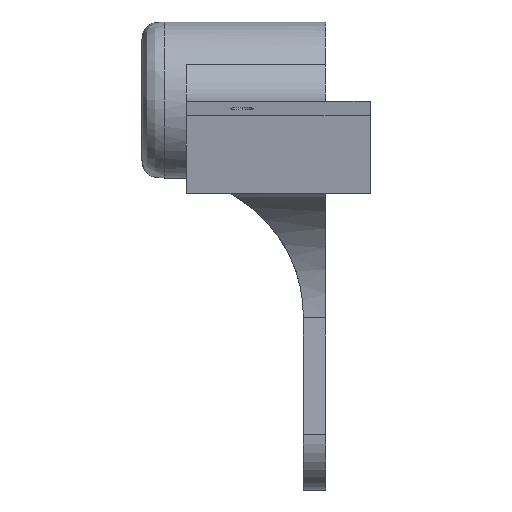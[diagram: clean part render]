
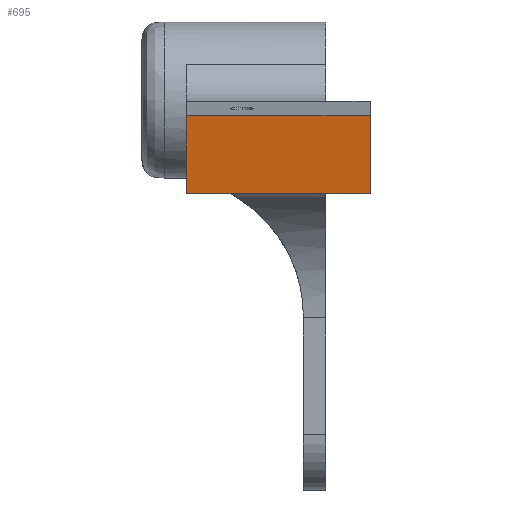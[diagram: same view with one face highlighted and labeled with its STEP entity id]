
A CAD part, left-side view. The second image highlights one B-rep face of the part: STEP entity #695.
In plain terms, the highlighted planar face has unit normal (-0.991, 0, -0.131).
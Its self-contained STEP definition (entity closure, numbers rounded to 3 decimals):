
#238 = EDGE_CURVE ( 'NONE', #1087, #260, #567, .T. ) ;
#239 = DIRECTION ( 'NONE',  ( 0., -1., 0. ) ) ;
#260 = VERTEX_POINT ( 'NONE', #885 ) ;
#316 = VECTOR ( 'NONE', #239, 1000. ) ;
#361 = EDGE_CURVE ( 'NONE', #1087, #851, #1553, .T. ) ;
#484 = FACE_OUTER_BOUND ( 'NONE', #2091, .T. ) ;
#488 = VECTOR ( 'NONE', #1996, 1000. ) ;
#567 = LINE ( 'NONE', #1915, #664 ) ;
#664 = VECTOR ( 'NONE', #1380, 1000. ) ;
#695 = ADVANCED_FACE ( 'NONE', ( #484 ), #1319, .T. ) ;
#727 = VERTEX_POINT ( 'NONE', #1666 ) ;
#848 = DIRECTION ( 'NONE',  ( 0.131, 0., -0.991 ) ) ;
#851 = VERTEX_POINT ( 'NONE', #2011 ) ;
#860 = CARTESIAN_POINT ( 'NONE',  ( -75.272, 25., -2.849 ) ) ;
#885 = CARTESIAN_POINT ( 'NONE',  ( -73.445, 25., -16.73 ) ) ;
#943 = VECTOR ( 'NONE', #848, 1000. ) ;
#1045 = ORIENTED_EDGE ( 'NONE', *, *, #361, .F. ) ;
#1087 = VERTEX_POINT ( 'NONE', #860 ) ;
#1123 = ORIENTED_EDGE ( 'NONE', *, *, #1502, .T. ) ;
#1146 = DIRECTION ( 'NONE',  ( -0.131, 0., 0.991 ) ) ;
#1204 = LINE ( 'NONE', #1213, #943 ) ;
#1213 = CARTESIAN_POINT ( 'NONE',  ( -74.358, -8., -9.789 ) ) ;
#1287 = AXIS2_PLACEMENT_3D ( 'NONE', #1847, #1981, #1146 ) ;
#1319 = PLANE ( 'NONE',  #1287 ) ;
#1332 = CARTESIAN_POINT ( 'NONE',  ( -73.445, 25., -16.73 ) ) ;
#1380 = DIRECTION ( 'NONE',  ( 0.131, 0., -0.991 ) ) ;
#1500 = LINE ( 'NONE', #1332, #488 ) ;
#1502 = EDGE_CURVE ( 'NONE', #260, #727, #1500, .T. ) ;
#1508 = ORIENTED_EDGE ( 'NONE', *, *, #1737, .F. ) ;
#1519 = ORIENTED_EDGE ( 'NONE', *, *, #238, .T. ) ;
#1553 = LINE ( 'NONE', #1563, #316 ) ;
#1563 = CARTESIAN_POINT ( 'NONE',  ( -75.272, 25., -2.849 ) ) ;
#1666 = CARTESIAN_POINT ( 'NONE',  ( -73.445, -8., -16.73 ) ) ;
#1737 = EDGE_CURVE ( 'NONE', #851, #727, #1204, .T. ) ;
#1847 = CARTESIAN_POINT ( 'NONE',  ( -74.358, 25., -9.789 ) ) ;
#1915 = CARTESIAN_POINT ( 'NONE',  ( -74.358, 25., -9.789 ) ) ;
#1981 = DIRECTION ( 'NONE',  ( -0.991, 0., -0.131 ) ) ;
#1996 = DIRECTION ( 'NONE',  ( 0., -1., 0. ) ) ;
#2011 = CARTESIAN_POINT ( 'NONE',  ( -75.272, -8., -2.849 ) ) ;
#2091 = EDGE_LOOP ( 'NONE', ( #1123, #1508, #1045, #1519 ) ) ;
